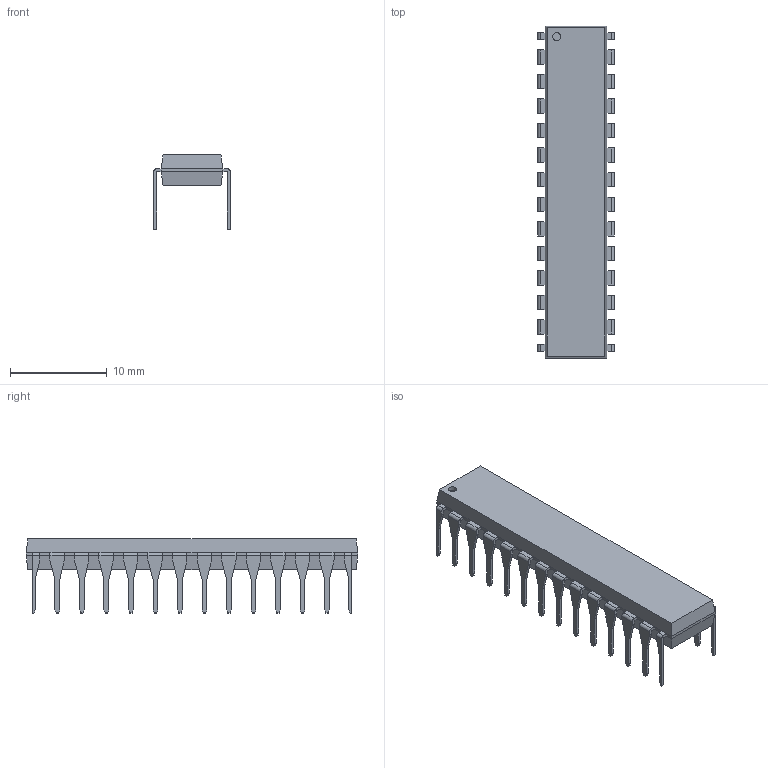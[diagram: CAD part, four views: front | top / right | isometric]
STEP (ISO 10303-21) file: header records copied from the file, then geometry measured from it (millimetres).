
FILE_DESCRIPTION(/* description */ ('Alibre Inc.'),/* implementation_level */ '2;1');
FILE_NAME(/* name */ 'export0',/* time_stamp */ '2014-08-11T20:42:12+03:00',/* author */ (''),/* organization */ (''),/* preprocessor_version */ 'ST-DEVELOPER v14',/* originating_system */ 'Alibre',/* authorisation */ '');
FILE_SCHEMA (('AUTOMOTIVE_DESIGN'));
Length unit declared in the file: centimetre
Bounding box: 7.94 x 34.4 x 7.7 mm (x, y, z)
Volume: 722.9 mm3; surface area: 1054.2 mm2
Topology: 1 solids, 1 shells, 476 faces, 1411 edges, 938 vertices
Faces by surface type: plane 419, cylinder 57
Full cylindrical faces by diameter (mm): 0.825 x1
Entity records: 15661 total; most frequent: ORIENTED_EDGE 2820, CARTESIAN_POINT 2796, DIRECTION 2029, EDGE_CURVE 1410, VECTOR 1268, LINE 1268, VERTEX_POINT 938, AXIS2_PLACEMENT_3D 590
